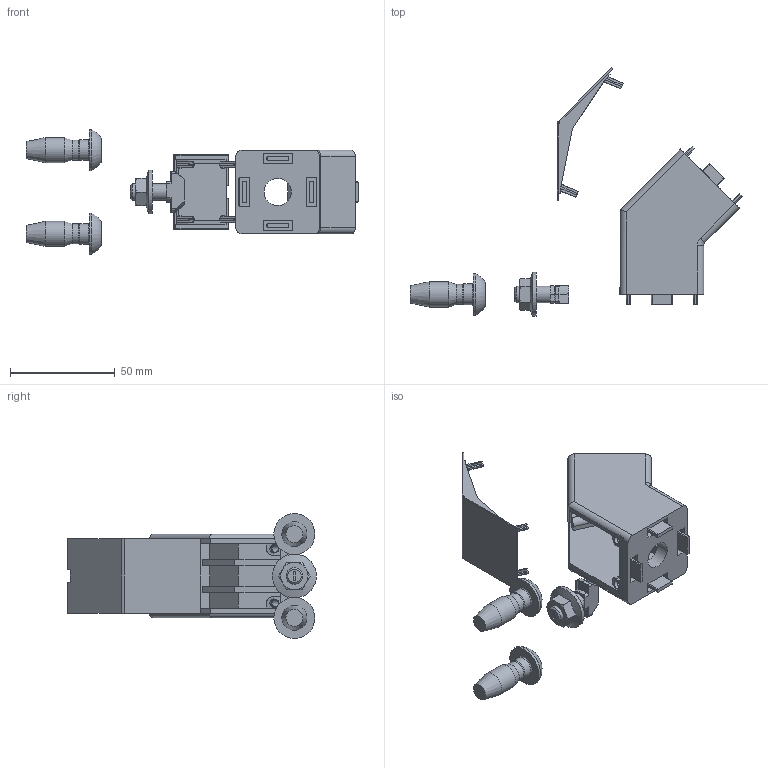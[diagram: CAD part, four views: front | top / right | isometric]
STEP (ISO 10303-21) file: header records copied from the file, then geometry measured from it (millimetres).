
FILE_DESCRIPTION(/* description */ ('STEP AP214'),/* implementation_level */ '2;1');
FILE_NAME(/* name */ '093WS40345N10RS01',/* time_stamp */ '2022-09-29T14:58:37+02:00',/* author */ ('License CC BY-ND 4.0'),/* organization */ ('CADENAS'),/* preprocessor_version */ 'ST-DEVELOPER v18.102',/* originating_system */ 'PARTsolutions',/* authorisation */ ' ');
FILE_SCHEMA (('AUTOMOTIVE_DESIGN {1 0 10303 214 3 1 1}'));
Length unit declared in the file: millimetre
Products named in the file (6): 093WS40345N10RS01; 093WS40345N10RS01_2; 093WS40345N10RS01_5; 093WS40345N10RS01_4; 093WS40345N10RS01_3; 093WS40345N10RS01_1
Assembly tree (6 placements, depth 2):
  093WS40345N10RS01
    093WS40345N10RS01_2
    093WS40345N10RS01_5
    093WS40345N10RS01_4
    093WS40345N10RS01_3  x2
    093WS40345N10RS01_1
Bounding box: 158.52 x 118.79 x 59.6 mm (x, y, z)
Volume: 61376.7 mm3; surface area: 38902 mm2
Topology: 6 solids, 6 shells, 533 faces, 1423 edges, 937 vertices
Faces by surface type: plane 314, cone 105, cylinder 103, torus 8, bspline 2, sphere 1
Full cylindrical faces by diameter (mm): 3.05 x2, 3.4 x4, 4 x4, 6.647 x1, 8 x1, 9.5 x2, 9.9 x2, 12 x2, 13 x2, 19.6 x2, 21 x1
Entity records: 15412 total; most frequent: CARTESIAN_POINT 2962, ORIENTED_EDGE 2558, DIRECTION 2545, EDGE_CURVE 1279, AXIS2_PLACEMENT_3D 875, VERTEX_POINT 858, LINE 795, VECTOR 795
